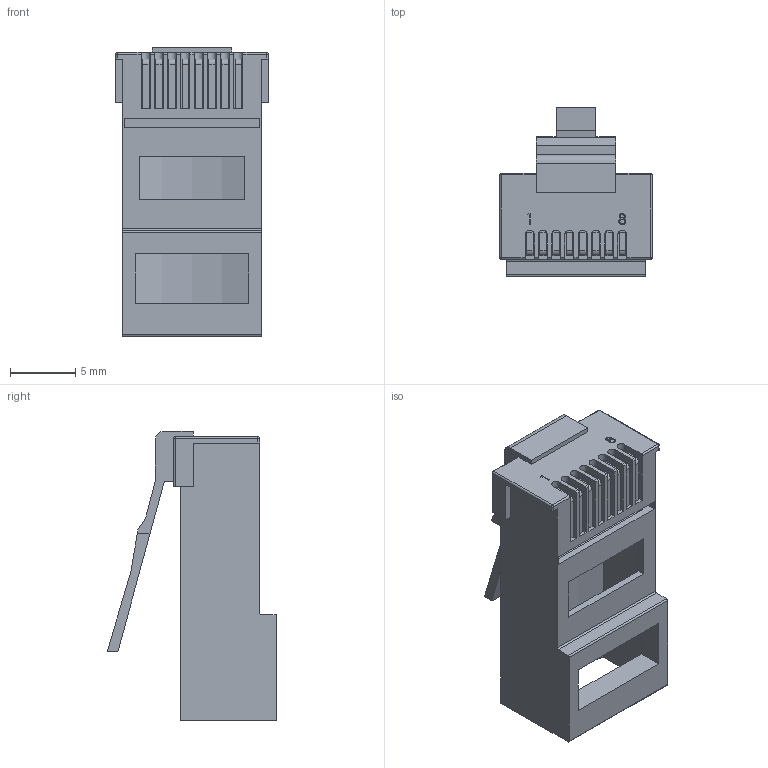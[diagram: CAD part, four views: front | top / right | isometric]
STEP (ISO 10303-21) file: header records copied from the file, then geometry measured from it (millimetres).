
FILE_DESCRIPTION (( 'STEP AP214' ), '1' );
FILE_NAME ('T8P8CSR_3D.STEP', '2020-11-05T19:28:28', ( '' ), ( '' ), 'SwSTEP 2.0', 'SolidWorks 2018', '' );
FILE_SCHEMA (( 'AUTOMOTIVE_DESIGN' ));
Length unit declared in the file: inch
Products named in the file (1): T8P8CSR_3D
Bounding box: 11.68 x 13 x 22.17 mm (x, y, z)
Volume: 813.8 mm3; surface area: 1825.7 mm2
Topology: 1 solids, 1 shells, 182 faces, 490 edges, 320 vertices
Faces by surface type: plane 123, cylinder 38, bspline 21
Entity records: 9548 total; most frequent: CARTESIAN_POINT 2648, ORIENTED_EDGE 972, DIRECTION 852, EDGE_CURVE 486, LINE 376, VECTOR 376, VERTEX_POINT 320, AXIS2_PLACEMENT_3D 238
